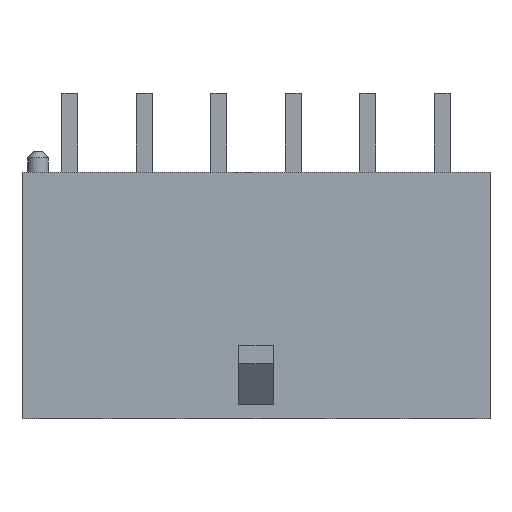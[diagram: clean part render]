
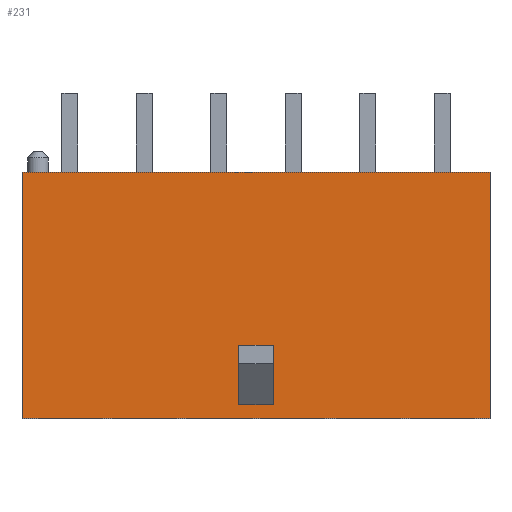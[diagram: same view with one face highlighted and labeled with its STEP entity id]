
A CAD part, top view. The second image highlights one B-rep face of the part: STEP entity #231.
In plain terms, the highlighted planar face has unit normal (0, 0, 1).
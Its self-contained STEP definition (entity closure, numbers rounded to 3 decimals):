
#231=ADVANCED_FACE('',(#645,#646),#435,.F.);
#435=PLANE('',#3719);
#645=FACE_BOUND('',#703,.T.);
#646=FACE_BOUND('',#704,.T.);
#703=EDGE_LOOP('',(#1006,#1007,#1008,#1009));
#704=EDGE_LOOP('',(#1010,#1011,#1012,#1013));
#1006=ORIENTED_EDGE('',*,*,#2314,.T.);
#1007=ORIENTED_EDGE('',*,*,#2315,.T.);
#1008=ORIENTED_EDGE('',*,*,#2316,.F.);
#1009=ORIENTED_EDGE('',*,*,#2317,.F.);
#1010=ORIENTED_EDGE('',*,*,#2318,.T.);
#1011=ORIENTED_EDGE('',*,*,#2309,.F.);
#1012=ORIENTED_EDGE('',*,*,#2257,.F.);
#1013=ORIENTED_EDGE('',*,*,#2313,.T.);
#1925=VERTEX_POINT('',#4849);
#1928=VERTEX_POINT('',#4854);
#1978=VERTEX_POINT('',#4956);
#1981=VERTEX_POINT('',#4966);
#1982=VERTEX_POINT('',#4970);
#1983=VERTEX_POINT('',#4971);
#1984=VERTEX_POINT('',#4973);
#1985=VERTEX_POINT('',#4975);
#2257=EDGE_CURVE('',#1928,#1925,#2749,.T.);
#2309=EDGE_CURVE('',#1925,#1978,#2801,.T.);
#2313=EDGE_CURVE('',#1928,#1981,#2805,.T.);
#2314=EDGE_CURVE('',#1982,#1983,#2806,.T.);
#2315=EDGE_CURVE('',#1983,#1984,#2807,.T.);
#2316=EDGE_CURVE('',#1985,#1984,#2808,.T.);
#2317=EDGE_CURVE('',#1982,#1985,#2809,.T.);
#2318=EDGE_CURVE('',#1981,#1978,#2810,.T.);
#2749=LINE('',#4855,#3238);
#2801=LINE('',#4959,#3290);
#2805=LINE('',#4967,#3294);
#2806=LINE('',#4969,#3295);
#2807=LINE('',#4972,#3296);
#2808=LINE('',#4974,#3297);
#2809=LINE('',#4976,#3298);
#2810=LINE('',#4977,#3299);
#3238=VECTOR('',#3937,1.);
#3290=VECTOR('',#3991,1.);
#3294=VECTOR('',#3999,1.);
#3295=VECTOR('',#4002,1.);
#3296=VECTOR('',#4003,1.);
#3297=VECTOR('',#4004,1.);
#3298=VECTOR('',#4005,1.);
#3299=VECTOR('',#4006,1.);
#3719=AXIS2_PLACEMENT_3D('',#4978,#4007,#4008);
#3937=DIRECTION('',(-1.,0.,0.));
#3991=DIRECTION('',(0.,1.,0.));
#3999=DIRECTION('',(0.,1.,0.));
#4002=DIRECTION('',(-1.,0.,0.));
#4003=DIRECTION('',(0.,1.,0.));
#4004=DIRECTION('',(-1.,0.,0.));
#4005=DIRECTION('',(0.,1.,0.));
#4006=DIRECTION('',(-1.,0.,0.));
#4007=DIRECTION('',(0.,0.,-1.));
#4008=DIRECTION('',(-1.,0.,0.));
#4849=CARTESIAN_POINT('',(-9.425,-4.955,3.43));
#4854=CARTESIAN_POINT('',(9.425,-4.955,3.43));
#4855=CARTESIAN_POINT('',(9.425,-4.955,3.43));
#4956=CARTESIAN_POINT('',(-9.425,4.955,3.43));
#4959=CARTESIAN_POINT('',(-9.425,-4.955,3.43));
#4966=CARTESIAN_POINT('',(9.425,4.955,3.43));
#4967=CARTESIAN_POINT('',(9.425,-4.955,3.43));
#4969=CARTESIAN_POINT('',(0.7,-4.415,3.43));
#4970=CARTESIAN_POINT('',(0.7,-4.415,3.43));
#4971=CARTESIAN_POINT('',(-0.7,-4.415,3.43));
#4972=CARTESIAN_POINT('',(-0.7,-4.415,3.43));
#4973=CARTESIAN_POINT('',(-0.7,-2.005,3.43));
#4974=CARTESIAN_POINT('',(0.7,-2.005,3.43));
#4975=CARTESIAN_POINT('',(0.7,-2.005,3.43));
#4976=CARTESIAN_POINT('',(0.7,-4.415,3.43));
#4977=CARTESIAN_POINT('',(9.425,4.955,3.43));
#4978=CARTESIAN_POINT('',(9.425,-4.955,3.43));
